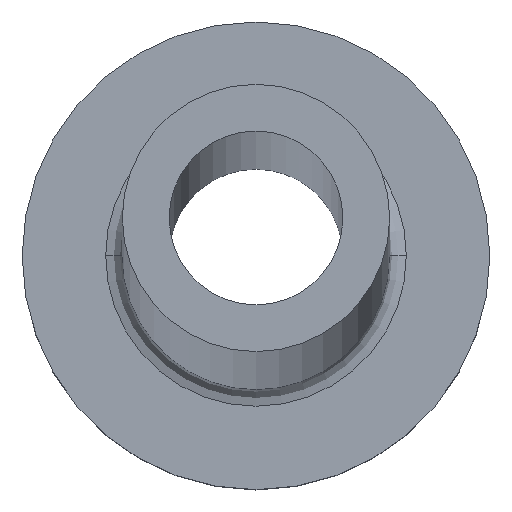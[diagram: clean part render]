
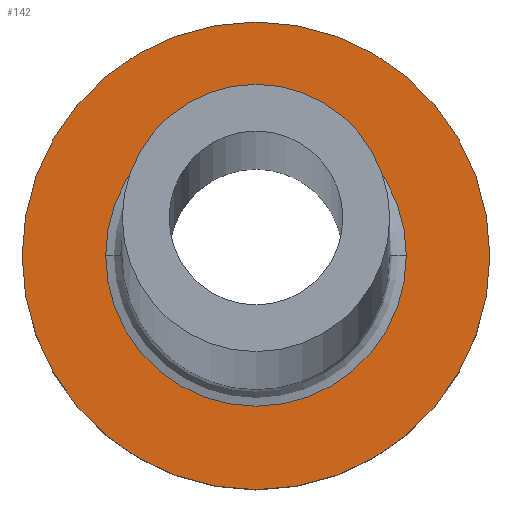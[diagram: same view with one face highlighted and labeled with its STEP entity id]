
A CAD part, top view. The second image highlights one B-rep face of the part: STEP entity #142.
In plain terms, the highlighted planar face has unit normal (0, 0, 1).
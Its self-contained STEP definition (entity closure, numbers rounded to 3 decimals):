
#24 = AXIS2_PLACEMENT_3D ( 'NONE', #162, #83, #267 ) ;
#31 = DIRECTION ( 'NONE',  ( 0., 0., -1. ) ) ;
#39 = CARTESIAN_POINT ( 'NONE',  ( 0., 0., 5. ) ) ;
#57 = DIRECTION ( 'NONE',  ( 1., 0., 0. ) ) ;
#60 = VERTEX_POINT ( 'NONE', #189 ) ;
#62 = CARTESIAN_POINT ( 'NONE',  ( 0., 0., 5. ) ) ;
#73 = ORIENTED_EDGE ( 'NONE', *, *, #360, .T. ) ;
#80 = CIRCLE ( 'NONE', #24, 7. ) ;
#83 = DIRECTION ( 'NONE',  ( 0., 0., 1. ) ) ;
#85 = EDGE_CURVE ( 'NONE', #260, #107, #269, .T. ) ;
#93 = DIRECTION ( 'NONE',  ( 0., 0., 1. ) ) ;
#103 = ORIENTED_EDGE ( 'NONE', *, *, #287, .T. ) ;
#107 = VERTEX_POINT ( 'NONE', #172 ) ;
#115 = CARTESIAN_POINT ( 'NONE',  ( 0., 0., 5. ) ) ;
#117 = DIRECTION ( 'NONE',  ( 0., 0., 1. ) ) ;
#118 = FACE_BOUND ( 'NONE', #133, .T. ) ;
#124 = CARTESIAN_POINT ( 'NONE',  ( 4.5, 0., 5. ) ) ;
#133 = EDGE_LOOP ( 'NONE', ( #301, #103 ) ) ;
#142 = ADVANCED_FACE ( 'NONE', ( #118, #229 ), #144, .T. ) ;
#144 = PLANE ( 'NONE',  #147 ) ;
#147 = AXIS2_PLACEMENT_3D ( 'NONE', #174, #117, #57 ) ;
#162 = CARTESIAN_POINT ( 'NONE',  ( 0., 0., 5. ) ) ;
#172 = CARTESIAN_POINT ( 'NONE',  ( -4.5, 0., 5. ) ) ;
#173 = EDGE_CURVE ( 'NONE', #268, #60, #345, .T. ) ;
#174 = CARTESIAN_POINT ( 'NONE',  ( 0., 0., 5. ) ) ;
#182 = EDGE_LOOP ( 'NONE', ( #73, #194 ) ) ;
#189 = CARTESIAN_POINT ( 'NONE',  ( -7., 0., 5. ) ) ;
#194 = ORIENTED_EDGE ( 'NONE', *, *, #173, .T. ) ;
#229 = FACE_OUTER_BOUND ( 'NONE', #182, .T. ) ;
#238 = DIRECTION ( 'NONE',  ( 1., 0., 0. ) ) ;
#247 = AXIS2_PLACEMENT_3D ( 'NONE', #39, #375, #377 ) ;
#252 = DIRECTION ( 'NONE',  ( 1., 0., 0. ) ) ;
#257 = AXIS2_PLACEMENT_3D ( 'NONE', #115, #93, #252 ) ;
#260 = VERTEX_POINT ( 'NONE', #124 ) ;
#267 = DIRECTION ( 'NONE',  ( 1., 0., 0. ) ) ;
#268 = VERTEX_POINT ( 'NONE', #363 ) ;
#269 = CIRCLE ( 'NONE', #247, 4.5 ) ;
#287 = EDGE_CURVE ( 'NONE', #107, #260, #353, .T. ) ;
#301 = ORIENTED_EDGE ( 'NONE', *, *, #85, .T. ) ;
#345 = CIRCLE ( 'NONE', #257, 7. ) ;
#353 = CIRCLE ( 'NONE', #359, 4.5 ) ;
#359 = AXIS2_PLACEMENT_3D ( 'NONE', #62, #31, #238 ) ;
#360 = EDGE_CURVE ( 'NONE', #60, #268, #80, .T. ) ;
#363 = CARTESIAN_POINT ( 'NONE',  ( 7., 0., 5. ) ) ;
#375 = DIRECTION ( 'NONE',  ( 0., 0., -1. ) ) ;
#377 = DIRECTION ( 'NONE',  ( 1., 0., 0. ) ) ;
